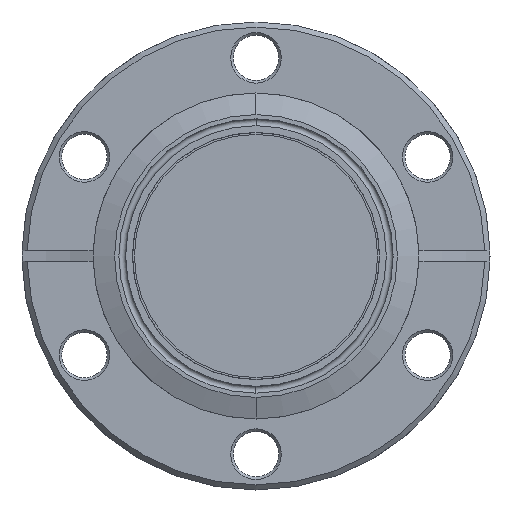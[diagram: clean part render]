
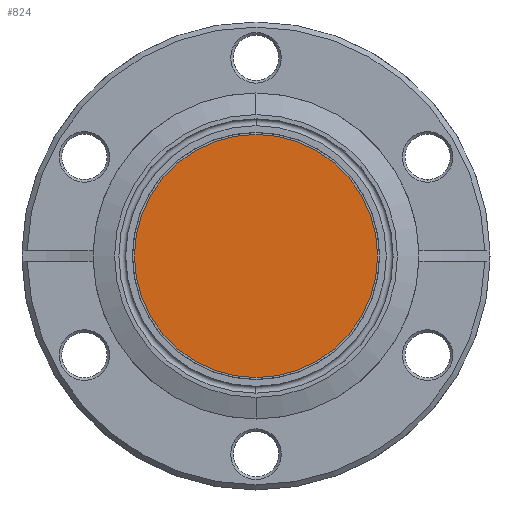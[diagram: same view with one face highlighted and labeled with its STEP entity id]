
A CAD part, left-side view. The second image highlights one B-rep face of the part: STEP entity #824.
In plain terms, the highlighted face is planar.
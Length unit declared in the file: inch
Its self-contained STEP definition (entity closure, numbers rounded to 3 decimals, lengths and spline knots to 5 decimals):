
#685 = EDGE_CURVE ( 'NONE', #799, #686, #2339, .T. ) ;
#686 = VERTEX_POINT ( 'NONE', #2252 ) ;
#794 = EDGE_CURVE ( 'NONE', #686, #799, #2411, .T. ) ;
#795 = ORIENTED_EDGE ( 'NONE', *, *, #685, .T. ) ;
#799 = VERTEX_POINT ( 'NONE', #2404 ) ;
#824 = ADVANCED_FACE ( 'NONE', ( #2712 ), #2711, .F. ) ;
#825 = EDGE_LOOP ( 'NONE', ( #826, #795 ) ) ;
#826 = ORIENTED_EDGE ( 'NONE', *, *, #794, .T. ) ;
#2252 = CARTESIAN_POINT ( 'NONE',  ( 0.846, 0., 0. ) ) ;
#2253 = DIRECTION ( 'NONE',  ( 1., 0., 0. ) ) ;
#2265 = DIRECTION ( 'NONE',  ( 0., 0., -1. ) ) ;
#2266 = CARTESIAN_POINT ( 'NONE',  ( 0., 0., 0. ) ) ;
#2267 = AXIS2_PLACEMENT_3D ( 'NONE', #2266, #2265, #2253 ) ;
#2339 = CIRCLE ( 'NONE', #2267, 0.846 ) ;
#2404 = CARTESIAN_POINT ( 'NONE',  ( -0.846, 0., 0. ) ) ;
#2407 = DIRECTION ( 'NONE',  ( 1., 0., 0. ) ) ;
#2408 = DIRECTION ( 'NONE',  ( 0., 0., -1. ) ) ;
#2409 = CARTESIAN_POINT ( 'NONE',  ( 0., 0., 0. ) ) ;
#2410 = AXIS2_PLACEMENT_3D ( 'NONE', #2409, #2408, #2407 ) ;
#2411 = CIRCLE ( 'NONE', #2410, 0.846 ) ;
#2706 = DIRECTION ( 'NONE',  ( 1., 0., 0. ) ) ;
#2707 = DIRECTION ( 'NONE',  ( 0., 0., 1. ) ) ;
#2708 = AXIS2_PLACEMENT_3D ( 'NONE', #2710, #2707, #2706 ) ;
#2710 = CARTESIAN_POINT ( 'NONE',  ( 0., 0., 0. ) ) ;
#2711 = PLANE ( 'NONE',  #2708 ) ;
#2712 = FACE_OUTER_BOUND ( 'NONE', #825, .T. ) ;
